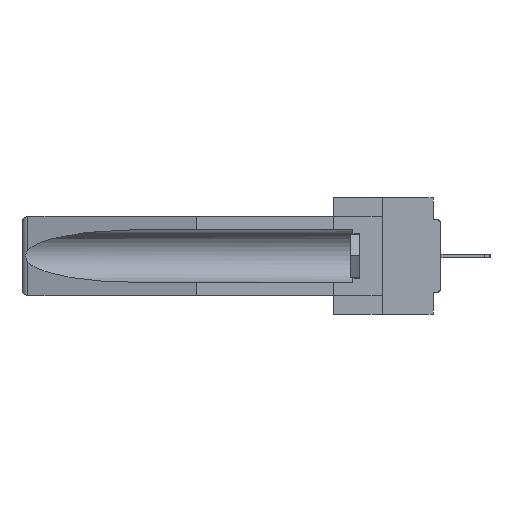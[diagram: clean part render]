
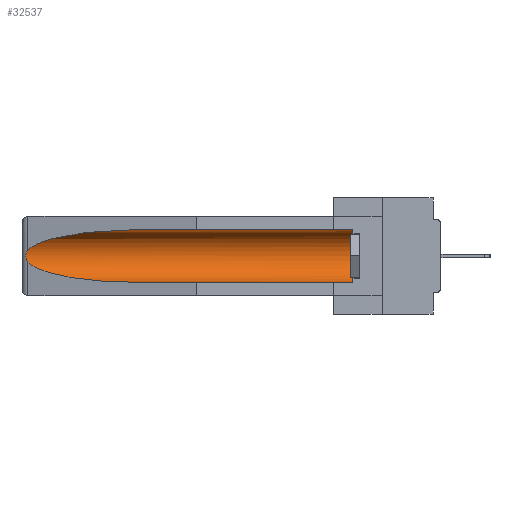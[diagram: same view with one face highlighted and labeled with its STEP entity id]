
A CAD part, left-side view. The second image highlights one B-rep face of the part: STEP entity #32537.
In plain terms, the highlighted cylindrical face has radius 2.857 mm (diameter 5.715 mm), a partial arc.
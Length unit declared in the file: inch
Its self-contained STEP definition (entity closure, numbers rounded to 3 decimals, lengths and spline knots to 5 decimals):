
#814 = CARTESIAN_POINT ( 'NONE',  ( 0.155, 1.07973, -0.059 ) ) ;
#1739 = CARTESIAN_POINT ( 'NONE',  ( 0.25451, 1.48313, -0.24835 ) ) ;
#1892 = VECTOR ( 'NONE', #39982, 39.37008 ) ;
#2030 = LINE ( 'NONE', #29856, #1892 ) ;
#2445 = CARTESIAN_POINT ( 'NONE',  ( 0.26537, 1.52718, -0.19328 ) ) ;
#3473 = AXIS2_PLACEMENT_3D ( 'NONE', #36345, #26647, #14461 ) ;
#4367 = CYLINDRICAL_SURFACE ( 'NONE', #32222, 0.1125 ) ;
#5473 = VERTEX_POINT ( 'NONE', #14191 ) ;
#5602 = VERTEX_POINT ( 'NONE', #9245 ) ;
#5748 =( BOUNDED_CURVE ( )  B_SPLINE_CURVE ( 3, ( #12776, #34854, #35462, #19568 ),
 .UNSPECIFIED., .F., .F. ) 
 B_SPLINE_CURVE_WITH_KNOTS ( ( 4, 4 ),
 ( 4.71239, 6.08839 ),
 .UNSPECIFIED. ) 
 CURVE ( )  GEOMETRIC_REPRESENTATION_ITEM ( )  RATIONAL_B_SPLINE_CURVE ( ( 1., 0.848, 0.848, 1. ) ) 
 REPRESENTATION_ITEM ( '' )  );
#7685 = CARTESIAN_POINT ( 'NONE',  ( 0.21114, 1.30732, -0.284 ) ) ;
#7880 = EDGE_CURVE ( 'NONE', #19283, #13024, #31034, .T. ) ;
#8636 =( BOUNDED_CURVE ( )  B_SPLINE_CURVE ( 3, ( #26447, #1739, #7685, #27058 ),
 .UNSPECIFIED., .F., .F. ) 
 B_SPLINE_CURVE_WITH_KNOTS ( ( 4, 4 ),
 ( 0.1948, 1.5708 ),
 .UNSPECIFIED. ) 
 CURVE ( )  GEOMETRIC_REPRESENTATION_ITEM ( )  RATIONAL_B_SPLINE_CURVE ( ( 1., 0.848, 0.848, 1. ) ) 
 REPRESENTATION_ITEM ( '' )  );
#8735 = EDGE_LOOP ( 'NONE', ( #34988, #35017, #31919, #35054, #20544, #37435 ) ) ;
#9164 = CARTESIAN_POINT ( 'NONE',  ( 0.155, -0.30754, -0.059 ) ) ;
#9169 = VERTEX_POINT ( 'NONE', #18409 ) ;
#9245 = CARTESIAN_POINT ( 'NONE',  ( 0.26537, 1.52718, -0.14972 ) ) ;
#9369 = LINE ( 'NONE', #9164, #13376 ) ;
#12308 = CARTESIAN_POINT ( 'NONE',  ( 0.2675, 1.53308, -0.17534 ) ) ;
#12776 = CARTESIAN_POINT ( 'NONE',  ( 0.155, 1.07973, -0.059 ) ) ;
#13013 = EDGE_CURVE ( 'NONE', #23710, #5602, #5748, .T. ) ;
#13024 = VERTEX_POINT ( 'NONE', #35060 ) ;
#13376 = VECTOR ( 'NONE', #30419, 39.37008 ) ;
#13820 = DIRECTION ( 'NONE',  ( 0., 0., 1. ) ) ;
#14191 = CARTESIAN_POINT ( 'NONE',  ( 0.26537, 1.52718, -0.19328 ) ) ;
#14461 = DIRECTION ( 'NONE',  ( 0., 0., 1. ) ) ;
#14777 = CARTESIAN_POINT ( 'NONE',  ( 0.26537, 1.52718, -0.14972 ) ) ;
#16605 = EDGE_CURVE ( 'NONE', #19283, #9169, #2030, .T. ) ;
#18292 = CARTESIAN_POINT ( 'NONE',  ( 0.2673, 1.5327, -0.16383 ) ) ;
#18409 = CARTESIAN_POINT ( 'NONE',  ( 0.155, 1.07973, -0.284 ) ) ;
#19283 = VERTEX_POINT ( 'NONE', #32058 ) ;
#19568 = CARTESIAN_POINT ( 'NONE',  ( 0.26537, 1.52718, -0.14972 ) ) ;
#20544 = ORIENTED_EDGE ( 'NONE', *, *, #7880, .T. ) ;
#21501 = B_SPLINE_CURVE_WITH_KNOTS ( 'NONE', 3,
 ( #14777, #24277, #24684, #18292, #37083, #12308, #30884, #37671, #30687, #2445 ),
 .UNSPECIFIED., .F., .F.,
 ( 4, 2, 2, 2, 4 ),
 ( 0., 0.00029, 0.00058, 0.00087, 0.00117 ),
 .UNSPECIFIED. ) ;
#23158 = EDGE_CURVE ( 'NONE', #13024, #23710, #9369, .T. ) ;
#23386 = EDGE_CURVE ( 'NONE', #5473, #9169, #8636, .T. ) ;
#23710 = VERTEX_POINT ( 'NONE', #814 ) ;
#24277 = CARTESIAN_POINT ( 'NONE',  ( 0.26597, 1.52961, -0.15275 ) ) ;
#24684 = CARTESIAN_POINT ( 'NONE',  ( 0.26654, 1.53092, -0.15636 ) ) ;
#25789 = DIRECTION ( 'NONE',  ( 0., 1., 0. ) ) ;
#26202 = FACE_OUTER_BOUND ( 'NONE', #8735, .T. ) ;
#26447 = CARTESIAN_POINT ( 'NONE',  ( 0.26537, 1.52718, -0.19328 ) ) ;
#26647 = DIRECTION ( 'NONE',  ( 0., -1., 0. ) ) ;
#27058 = CARTESIAN_POINT ( 'NONE',  ( 0.155, 1.07973, -0.284 ) ) ;
#29108 = CARTESIAN_POINT ( 'NONE',  ( 0.155, -0.30754, -0.1715 ) ) ;
#29856 = CARTESIAN_POINT ( 'NONE',  ( 0.155, -0.30754, -0.284 ) ) ;
#30419 = DIRECTION ( 'NONE',  ( 0., 1., 0. ) ) ;
#30687 = CARTESIAN_POINT ( 'NONE',  ( 0.26597, 1.5296, -0.19026 ) ) ;
#30884 = CARTESIAN_POINT ( 'NONE',  ( 0.2673, 1.53269, -0.17917 ) ) ;
#31034 = CIRCLE ( 'NONE', #3473, 0.1125 ) ;
#31919 = ORIENTED_EDGE ( 'NONE', *, *, #23386, .T. ) ;
#31929 = EDGE_CURVE ( 'NONE', #5602, #5473, #21501, .T. ) ;
#32058 = CARTESIAN_POINT ( 'NONE',  ( 0.155, 0.126, -0.284 ) ) ;
#32222 = AXIS2_PLACEMENT_3D ( 'NONE', #29108, #25789, #13820 ) ;
#32537 = ADVANCED_FACE ( 'NONE', ( #26202 ), #4367, .F. ) ;
#34854 = CARTESIAN_POINT ( 'NONE',  ( 0.21114, 1.30732, -0.059 ) ) ;
#34988 = ORIENTED_EDGE ( 'NONE', *, *, #13013, .T. ) ;
#35017 = ORIENTED_EDGE ( 'NONE', *, *, #31929, .T. ) ;
#35054 = ORIENTED_EDGE ( 'NONE', *, *, #16605, .F. ) ;
#35060 = CARTESIAN_POINT ( 'NONE',  ( 0.155, 0.126, -0.059 ) ) ;
#35462 = CARTESIAN_POINT ( 'NONE',  ( 0.25451, 1.48313, -0.09465 ) ) ;
#36345 = CARTESIAN_POINT ( 'NONE',  ( 0.155, 0.126, -0.1715 ) ) ;
#37083 = CARTESIAN_POINT ( 'NONE',  ( 0.2675, 1.53308, -0.16763 ) ) ;
#37435 = ORIENTED_EDGE ( 'NONE', *, *, #23158, .T. ) ;
#37671 = CARTESIAN_POINT ( 'NONE',  ( 0.26655, 1.53094, -0.18657 ) ) ;
#39982 = DIRECTION ( 'NONE',  ( 0., 1., 0. ) ) ;
